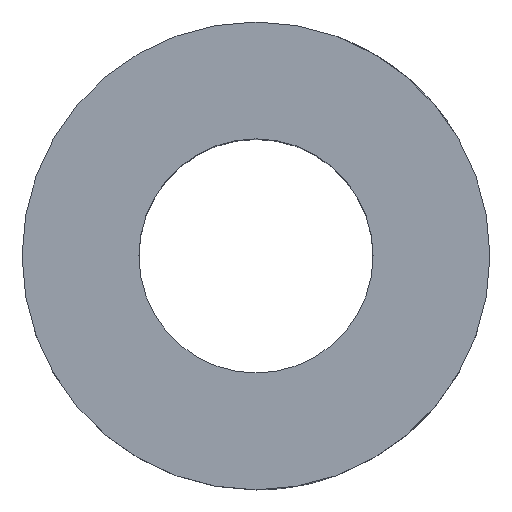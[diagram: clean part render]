
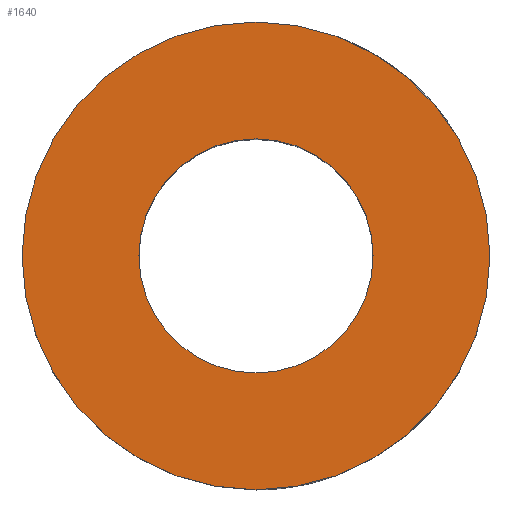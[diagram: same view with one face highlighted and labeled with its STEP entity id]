
A CAD part, top view. The second image highlights one B-rep face of the part: STEP entity #1640.
In plain terms, the highlighted planar face has unit normal (0, 0, 1).
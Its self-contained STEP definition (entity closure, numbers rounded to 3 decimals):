
#54 = EDGE_CURVE ( 'NONE', #1430, #564, #760, .T. ) ;
#76 = EDGE_CURVE ( 'NONE', #1585, #1589, #1052, .T. ) ;
#128 = ORIENTED_EDGE ( 'NONE', *, *, #1625, .F. ) ;
#161 = CARTESIAN_POINT ( 'NONE',  ( 0., -25.4, 0. ) ) ;
#172 = ORIENTED_EDGE ( 'NONE', *, *, #54, .F. ) ;
#533 = CIRCLE ( 'NONE', #534, 25.4 ) ;
#534 = AXIS2_PLACEMENT_3D ( 'NONE', #535, #536, #537 ) ;
#535 = CARTESIAN_POINT ( 'NONE',  ( 0., 0., 0. ) ) ;
#536 = DIRECTION ( 'NONE',  ( 0., 0., 1. ) ) ;
#537 = DIRECTION ( 'NONE',  ( 0., -1., 0. ) ) ;
#564 = VERTEX_POINT ( 'NONE', #161 ) ;
#748 = CIRCLE ( 'NONE', #749, 50.75 ) ;
#749 = AXIS2_PLACEMENT_3D ( 'NONE', #750, #751, #752 ) ;
#750 = CARTESIAN_POINT ( 'NONE',  ( 0., 0., 0. ) ) ;
#751 = DIRECTION ( 'NONE',  ( 0., 0., 1. ) ) ;
#752 = DIRECTION ( 'NONE',  ( 0., -1., 0. ) ) ;
#753 = CARTESIAN_POINT ( 'NONE',  ( 0., 50.75, 0. ) ) ;
#760 = CIRCLE ( 'NONE', #761, 25.4 ) ;
#761 = AXIS2_PLACEMENT_3D ( 'NONE', #762, #763, #764 ) ;
#762 = CARTESIAN_POINT ( 'NONE',  ( 0., 0., 0. ) ) ;
#763 = DIRECTION ( 'NONE',  ( 0., 0., 1. ) ) ;
#764 = DIRECTION ( 'NONE',  ( 0., -1., 0. ) ) ;
#863 = CARTESIAN_POINT ( 'NONE',  ( 0., -50.75, 0. ) ) ;
#864 = CARTESIAN_POINT ( 'NONE',  ( 0., 25.4, 0. ) ) ;
#993 = FACE_BOUND ( 'NONE', #1509, .T. ) ;
#994 = FACE_OUTER_BOUND ( 'NONE', #1218, .T. ) ;
#995 = PLANE ( 'NONE',  #996 ) ;
#996 = AXIS2_PLACEMENT_3D ( 'NONE', #997, #998, #999 ) ;
#997 = CARTESIAN_POINT ( 'NONE',  ( 0., 50.75, 0. ) ) ;
#998 = DIRECTION ( 'NONE',  ( 0., 0., -1. ) ) ;
#999 = DIRECTION ( 'NONE',  ( 0., 1., 0. ) ) ;
#1052 = CIRCLE ( 'NONE', #1053, 50.75 ) ;
#1053 = AXIS2_PLACEMENT_3D ( 'NONE', #1054, #1055, #1056 ) ;
#1054 = CARTESIAN_POINT ( 'NONE',  ( 0., 0., 0. ) ) ;
#1055 = DIRECTION ( 'NONE',  ( 0., 0., 1. ) ) ;
#1056 = DIRECTION ( 'NONE',  ( 0., -1., 0. ) ) ;
#1218 = EDGE_LOOP ( 'NONE', ( #1235, #1586 ) ) ;
#1235 = ORIENTED_EDGE ( 'NONE', *, *, #1584, .T. ) ;
#1430 = VERTEX_POINT ( 'NONE', #864 ) ;
#1509 = EDGE_LOOP ( 'NONE', ( #128, #172 ) ) ;
#1584 = EDGE_CURVE ( 'NONE', #1589, #1585, #748, .T. ) ;
#1585 = VERTEX_POINT ( 'NONE', #753 ) ;
#1586 = ORIENTED_EDGE ( 'NONE', *, *, #76, .T. ) ;
#1589 = VERTEX_POINT ( 'NONE', #863 ) ;
#1625 = EDGE_CURVE ( 'NONE', #564, #1430, #533, .T. ) ;
#1640 = ADVANCED_FACE ( 'NONE', ( #993, #994 ), #995, .F. ) ;
